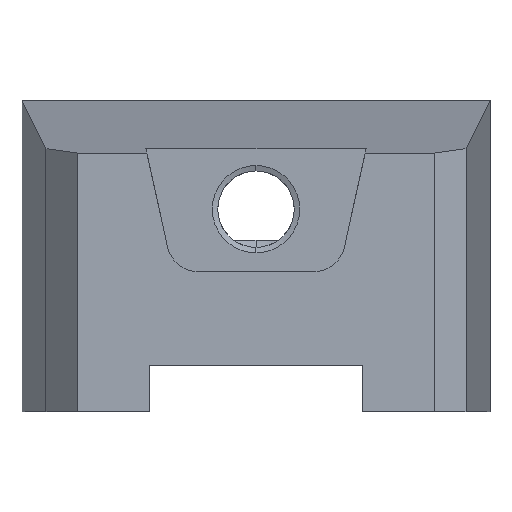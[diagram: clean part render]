
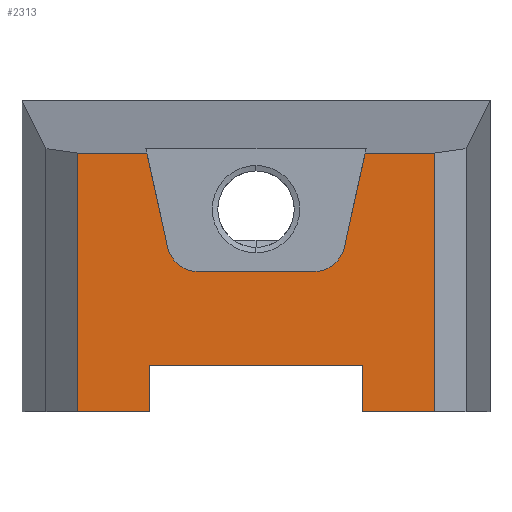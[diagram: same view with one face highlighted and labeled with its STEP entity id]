
A CAD part, left-side view. The second image highlights one B-rep face of the part: STEP entity #2313.
In plain terms, the highlighted planar face has unit normal (-1, 0, 0).
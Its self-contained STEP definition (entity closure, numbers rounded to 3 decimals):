
#1437=EDGE_CURVE('Kante14',#3425,#3109,#4087,.T.);
#1475=EDGE_CURVE('NONE',#3627,#2741,#4132,.T.);
#1765=VERTEX_POINT('NONE',#4466);
#1773=EDGE_CURVE('NONE',#3715,#2809,#4475,.T.);
#1843=VERTEX_POINT('NONE',#4557);
#2023=EDGE_CURVE('NONE',#2741,#2765,#4759,.T.);
#2209=EDGE_CURVE('NONE',#3551,#3295,#4976,.T.);
#2259=EDGE_CURVE('NONE',#3065,#3551,#5031,.T.);
#2313=ADVANCED_FACE('Fl�che46',(#5091),#5092,.T.);
#2353=VERTEX_POINT('NONE',#5135);
#2361=EDGE_CURVE('NONE',#3065,#2353,#5144,.T.);
#2451=EDGE_CURVE('NONE',#2765,#2809,#5240,.T.);
#2741=VERTEX_POINT('NONE',#5568);
#2765=VERTEX_POINT('NONE',#5593);
#2809=VERTEX_POINT('NONE',#5642);
#2851=EDGE_CURVE('NONE',#3001,#2353,#5688,.T.);
#3001=VERTEX_POINT('NONE',#5857);
#3041=EDGE_CURVE('NONE',#3295,#1765,#5901,.T.);
#3065=VERTEX_POINT('NONE',#5944);
#3093=EDGE_CURVE('NONE',#1765,#3715,#5980,.T.);
#3109=VERTEX_POINT('NONE',#5997);
#3235=EDGE_CURVE('NONE',#3001,#1843,#6146,.T.);
#3295=VERTEX_POINT('NONE',#6210);
#3425=VERTEX_POINT('NONE',#6352);
#3551=VERTEX_POINT('NONE',#6493);
#3627=VERTEX_POINT('NONE',#6580);
#3715=VERTEX_POINT('NONE',#6677);
#3735=EDGE_CURVE('Kante24',#3109,#3627,#6698,.T.);
#3813=EDGE_CURVE('NONE',#1843,#3425,#6785,.T.);
#4087=LINE('',#7115,#7116);
#4132=LINE('',#7219,#7220);
#4466=CARTESIAN_POINT('',(-225.0,18.55,-55.));
#4475=LINE('',#7664,#7665);
#4557=CARTESIAN_POINT('',(-225.0,-34.0,-100.));
#4759=LINE('',#8032,#8033);
#4976=CIRCLE('',#8356,10.);
#5031=LINE('',#8431,#8432);
#5091=FACE_OUTER_BOUND('',#8511,.T.);
#5092=PLANE('',#8512);
#5135=CARTESIAN_POINT('',(-225.0,-57.308,-17.));
#5144=LINE('',#8581,#8582);
#5240=LINE('',#8757,#8758);
#5568=CARTESIAN_POINT('',(-225.0,57.308,-100.));
#5593=CARTESIAN_POINT('',(-225.0,57.308,-17.));
#5642=CARTESIAN_POINT('',(-225.0,35.0,-17.));
#5688=LINE('',#9327,#9328);
#5857=CARTESIAN_POINT('',(-225.0,-57.308,-100.));
#5901=LINE('',#9618,#9619);
#5944=CARTESIAN_POINT('',(-225.0,-35.,-17.));
#5980=CIRCLE('',#9717,10.);
#5997=CARTESIAN_POINT('',(-225.0,34.0,-85.));
#6146=LINE('',#9932,#9933);
#6210=CARTESIAN_POINT('',(-225.0,-18.55,-55.));
#6352=CARTESIAN_POINT('',(-225.0,-34.0,-85.));
#6493=CARTESIAN_POINT('',(-225.0,-28.313,-47.164));
#6580=CARTESIAN_POINT('',(-225.0,34.0,-100.));
#6677=CARTESIAN_POINT('',(-225.0,28.313,-47.164));
#6698=LINE('',#10717,#10718);
#6785=LINE('',#10840,#10841);
#7115=CARTESIAN_POINT('',(-225.0,75.0,-85.));
#7116=VECTOR('',#11199,1000.0);
#7219=CARTESIAN_POINT('',(-225.0,-75.0,-100.));
#7220=VECTOR('',#11264,1000.0);
#7664=CARTESIAN_POINT('',(-225.0,30.519,-37.212));
#7665=VECTOR('',#11735,1000.0);
#8032=CARTESIAN_POINT('',(-225.0,57.308,-100.));
#8033=VECTOR('',#12096,1000.0);
#8356=AXIS2_PLACEMENT_3D('',#12357,#12358,#12359);
#8431=CARTESIAN_POINT('',(-225.0,-19.931,-84.973));
#8432=VECTOR('',#12410,1000.0);
#8511=EDGE_LOOP('',(#12488,#12489,#12490,#12491,#12492,#12493,#12494,#12495,#12496,#12497,#12498,#12499,#12500,#12501));
#8512=AXIS2_PLACEMENT_3D('',#12502,#12503,#12504);
#8581=CARTESIAN_POINT('',(-225.0,75.0,-17.));
#8582=VECTOR('',#12552,1000.0);
#8757=CARTESIAN_POINT('',(-225.0,75.0,-17.));
#8758=VECTOR('',#12656,1000.0);
#9327=CARTESIAN_POINT('',(-225.0,-57.308,-100.));
#9328=VECTOR('',#13140,1000.0);
#9618=CARTESIAN_POINT('',(-225.0,113.013,-55.));
#9619=VECTOR('',#13401,1000.0);
#9717=AXIS2_PLACEMENT_3D('',#13530,#13531,#13532);
#9932=CARTESIAN_POINT('',(-225.0,-75.0,-100.));
#9933=VECTOR('',#13790,1000.0);
#10717=CARTESIAN_POINT('',(-225.0,34.0,-100.));
#10718=VECTOR('',#14391,1000.0);
#10840=CARTESIAN_POINT('',(-225.0,-34.0,-100.));
#10841=VECTOR('',#14474,1000.0);
#11199=DIRECTION('',(0.0,1.0,0.0));
#11264=DIRECTION('',(0.0,1.0,0.0));
#11735=DIRECTION('',(0.0,0.216,0.976));
#12096=DIRECTION('',(0.0,0.0,1.0));
#12357=CARTESIAN_POINT('',(-225.0,-18.55,-45.));
#12358=DIRECTION('',(1.0,0.0,0.0));
#12359=DIRECTION('',(0.0,0.0,-1.0));
#12410=DIRECTION('',(0.0,0.216,-0.976));
#12488=ORIENTED_EDGE('',*,*,#2361,.F.);
#12489=ORIENTED_EDGE('',*,*,#2259,.T.);
#12490=ORIENTED_EDGE('',*,*,#2209,.T.);
#12491=ORIENTED_EDGE('',*,*,#3041,.T.);
#12492=ORIENTED_EDGE('',*,*,#3093,.T.);
#12493=ORIENTED_EDGE('',*,*,#1773,.T.);
#12494=ORIENTED_EDGE('',*,*,#2451,.F.);
#12495=ORIENTED_EDGE('',*,*,#2023,.F.);
#12496=ORIENTED_EDGE('',*,*,#1475,.F.);
#12497=ORIENTED_EDGE('',*,*,#3735,.F.);
#12498=ORIENTED_EDGE('',*,*,#1437,.F.);
#12499=ORIENTED_EDGE('',*,*,#3813,.F.);
#12500=ORIENTED_EDGE('',*,*,#3235,.F.);
#12501=ORIENTED_EDGE('',*,*,#2851,.T.);
#12502=CARTESIAN_POINT('',(-225.0,75.0,-100.));
#12503=DIRECTION('',(-1.0,0.0,0.0));
#12504=DIRECTION('',(0.0,-1.0,0.0));
#12552=DIRECTION('',(0.0,-1.0,0.0));
#12656=DIRECTION('',(0.0,-1.0,0.0));
#13140=DIRECTION('',(0.0,0.0,1.0));
#13401=DIRECTION('',(0.0,1.0,0.0));
#13530=CARTESIAN_POINT('',(-225.0,18.55,-45.));
#13531=DIRECTION('',(1.0,0.0,0.0));
#13532=DIRECTION('',(0.0,0.0,-1.0));
#13790=DIRECTION('',(0.0,1.0,0.0));
#14391=DIRECTION('',(0.0,0.,-1.0));
#14474=DIRECTION('',(0.0,0.,1.0));
